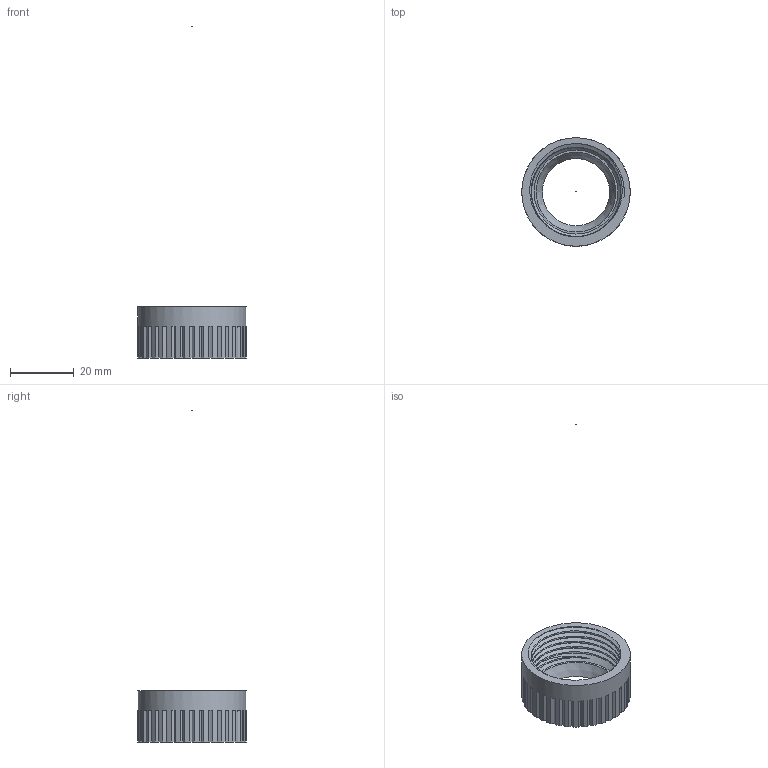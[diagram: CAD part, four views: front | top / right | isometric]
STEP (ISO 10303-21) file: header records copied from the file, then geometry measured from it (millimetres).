
FILE_DESCRIPTION(('STEP AP242'), '1');
FILE_NAME('TopNut', '', ('UNSPECIFIED'), ('UNSPECIFIED'), 'C3D Converter', 'C3D Toolkit', '');
FILE_SCHEMA(('AP242_MANAGED_MODEL_BASED_3D_ENGINEERING_MIM_LF { 1 0 10303 442 1 1 4 }'));
Length unit declared in the file: millimetre
Assembly tree (1 placements, depth 2):
  (unnamed)
    (unnamed)
Bounding box: 34 x 34 x 104 mm (x, y, z)
Volume: 4809.2 mm3; surface area: 4900.1 mm2
Topology: 2 solids, 2 shells, 125 faces, 364 edges, 248 vertices
Faces by surface type: plane 113, cylinder 7, bspline 3, cone 2
Full cylindrical faces by diameter (mm): 0.02 x1, 0.04 x1, 34 x1
Entity records: 10553 total; most frequent: CARTESIAN_POINT 7108, ORIENTED_EDGE 710, DIRECTION 669, EDGE_CURVE 355, LINE 255, VECTOR 255, VERTEX_POINT 240, AXIS2_PLACEMENT_3D 207
